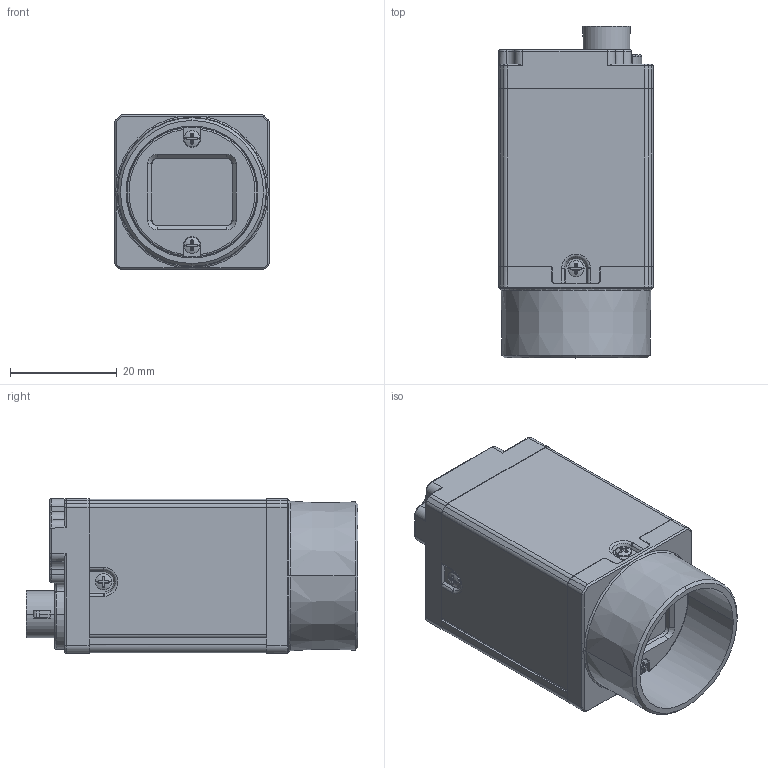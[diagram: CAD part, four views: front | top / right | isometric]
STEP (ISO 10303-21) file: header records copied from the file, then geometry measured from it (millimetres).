
FILE_DESCRIPTION(('STEP AP214'),'1');
FILE_NAME('EG_type-4(GigE).stp','2022-12-02T09:39:03',(' '),(' '),'Spatial InterOp 3D',' ',' ');
FILE_SCHEMA(('AUTOMOTIVE_DESIGN { 1 0 10303 214 1 1 1 1 }'));
Length unit declared in the file: metre
Products named in the file (2): EG_type-4(GigE); Component1
Assembly tree (1 placements, depth 2):
  EG_type-4(GigE)
    Component1
Bounding box: 29 x 62.12 x 29 mm (x, y, z)
Volume: 34844.9 mm3; surface area: 20424.5 mm2
Topology: 1 solids, 1 shells, 1984 faces, 5258 edges, 3261 vertices
Faces by surface type: plane 911, cylinder 416, cone 243, torus 200, bspline 178, sphere 24, extrusion 8, offset 4
Entity records: 74056 total; most frequent: CARTESIAN_POINT 22955, ORIENTED_EDGE 10466, DIRECTION 10291, EDGE_CURVE 5233, AXIS2_PLACEMENT_3D 3642, VERTEX_POINT 3262, VECTOR 3007, LINE 2999
